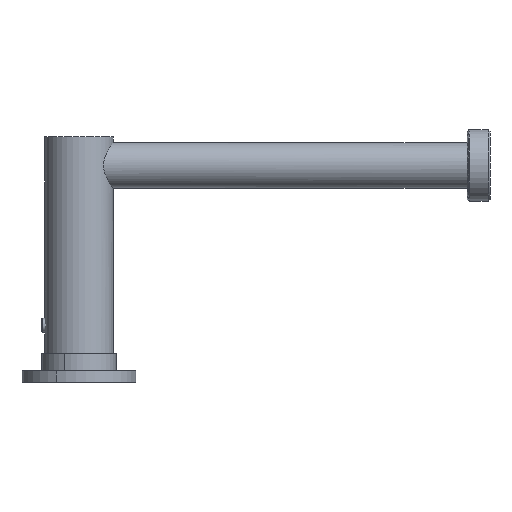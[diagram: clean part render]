
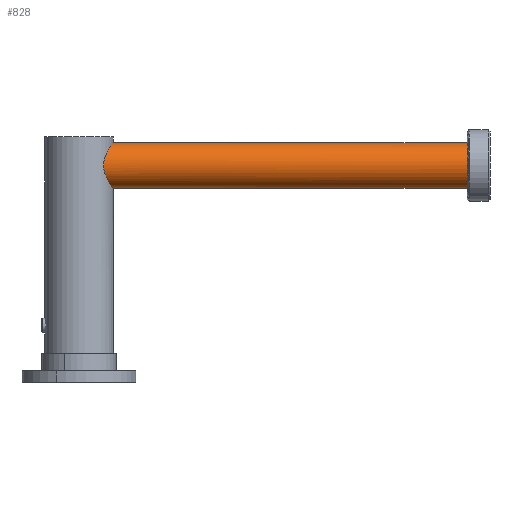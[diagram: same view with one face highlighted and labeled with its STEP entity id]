
A CAD part, front view. The second image highlights one B-rep face of the part: STEP entity #828.
In plain terms, the highlighted cylindrical face has radius 8 mm (diameter 16 mm), a partial arc.
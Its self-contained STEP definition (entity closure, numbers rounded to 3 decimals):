
#93 = CARTESIAN_POINT ( 'NONE',  ( 8.862, -8.092, 63.858 ) ) ;
#139 = CARTESIAN_POINT ( 'NONE',  ( 11.397, -3.764, 73.253 ) ) ;
#220 = DIRECTION ( 'NONE',  ( -1., 0., 0. ) ) ;
#366 = CARTESIAN_POINT ( 'NONE',  ( 11.742, -2.534, 73.723 ) ) ;
#434 = CARTESIAN_POINT ( 'NONE',  ( 11.547, -3.277, 58.539 ) ) ;
#457 = CARTESIAN_POINT ( 'NONE',  ( 11.144, -4.458, 72.887 ) ) ;
#542 = LINE ( 'NONE', #812, #1275 ) ;
#647 = DIRECTION ( 'NONE',  ( 0., 0., -1. ) ) ;
#724 = CARTESIAN_POINT ( 'NONE',  ( 9.942, -6.722, 70.882 ) ) ;
#746 = CARTESIAN_POINT ( 'NONE',  ( 9.084, -7.842, 63.106 ) ) ;
#765 = CARTESIAN_POINT ( 'NONE',  ( 9.943, -6.721, 61.117 ) ) ;
#768 = VERTEX_POINT ( 'NONE', #3266 ) ;
#780 = VECTOR ( 'NONE', #220, 1000. ) ;
#812 = CARTESIAN_POINT ( 'NONE',  ( 136., -0.38, 58. ) ) ;
#828 = ADVANCED_FACE ( 'NONE', ( #1691 ), #3034, .T. ) ;
#845 = LINE ( 'NONE', #3338, #780 ) ;
#950 = CARTESIAN_POINT ( 'NONE',  ( 136., -0.38, 66. ) ) ;
#1007 = CARTESIAN_POINT ( 'NONE',  ( 11.614, -3.029, 58.447 ) ) ;
#1032 = ORIENTED_EDGE ( 'NONE', *, *, #1976, .T. ) ;
#1072 = CARTESIAN_POINT ( 'NONE',  ( 11.789, -2.257, 58.219 ) ) ;
#1096 = CARTESIAN_POINT ( 'NONE',  ( 9.003, -7.934, 63.355 ) ) ;
#1179 = EDGE_CURVE ( 'NONE', #768, #3613, #845, .T. ) ;
#1275 = VECTOR ( 'NONE', #1806, 1000. ) ;
#1318 = B_SPLINE_CURVE_WITH_KNOTS ( 'NONE', 3,
 ( #3209, #1385, #3253, #1072, #2666, #1007, #434, #3582, #3967, #2009, #2621, #2598, #3315, #3626, #3875, #765, #3947, #1633, #1677, #746, #1096, #93, #2958, #3292, #2300, #1700, #1657, #2276, #2936, #2914, #3647, #2686, #2053, #3003, #724, #1988, #2371, #1361, #2351, #2032, #457, #1721, #139, #2643, #366, #3899, #3559, #2327, #3273, #1340 ),
 .UNSPECIFIED., .F., .F.,
 ( 4, 2, 2, 2, 2, 2, 2, 2, 2, 2, 2, 2, 2, 2, 2, 2, 2, 2, 2, 2, 2, 2, 2, 2, 4 ),
 ( 0.025, 0.027, 0.028, 0.029, 0.029, 0.03, 0.032, 0.033, 0.033, 0.035, 0.036, 0.037, 0.038, 0.039, 0.04, 0.042, 0.043, 0.044, 0.045, 0.046, 0.047, 0.048, 0.05, 0.05, 0.051 ),
 .UNSPECIFIED. ) ;
#1340 = CARTESIAN_POINT ( 'NONE',  ( 11.994, -0.38, 74. ) ) ;
#1361 = CARTESIAN_POINT ( 'NONE',  ( 10.57, -5.696, 71.999 ) ) ;
#1385 = CARTESIAN_POINT ( 'NONE',  ( 11.977, -0.929, 58. ) ) ;
#1406 = CARTESIAN_POINT ( 'NONE',  ( 11.994, -0.38, 74. ) ) ;
#1473 = AXIS2_PLACEMENT_3D ( 'NONE', #950, #3200, #647 ) ;
#1633 = CARTESIAN_POINT ( 'NONE',  ( 9.535, -7.294, 61.945 ) ) ;
#1657 = CARTESIAN_POINT ( 'NONE',  ( 8.603, -8.366, 66.539 ) ) ;
#1677 = CARTESIAN_POINT ( 'NONE',  ( 9.341, -7.537, 62.389 ) ) ;
#1691 = FACE_OUTER_BOUND ( 'NONE', #2624, .T. ) ;
#1700 = CARTESIAN_POINT ( 'NONE',  ( 8.59, -8.38, 66.268 ) ) ;
#1713 = CARTESIAN_POINT ( 'NONE',  ( 11.994, -0.38, 58. ) ) ;
#1721 = CARTESIAN_POINT ( 'NONE',  ( 11.316, -4.002, 73.138 ) ) ;
#1753 = CARTESIAN_POINT ( 'NONE',  ( 136., -0.38, 66. ) ) ;
#1806 = DIRECTION ( 'NONE',  ( -1., 0., 0. ) ) ;
#1851 = ORIENTED_EDGE ( 'NONE', *, *, #3568, .F. ) ;
#1976 = EDGE_CURVE ( 'NONE', #2263, #768, #3551, .T. ) ;
#1988 = CARTESIAN_POINT ( 'NONE',  ( 10.151, -6.402, 71.272 ) ) ;
#2009 = CARTESIAN_POINT ( 'NONE',  ( 11.147, -4.449, 59.107 ) ) ;
#2032 = CARTESIAN_POINT ( 'NONE',  ( 11.053, -4.677, 72.753 ) ) ;
#2053 = CARTESIAN_POINT ( 'NONE',  ( 9.534, -7.295, 70.053 ) ) ;
#2263 = VERTEX_POINT ( 'NONE', #3547 ) ;
#2276 = CARTESIAN_POINT ( 'NONE',  ( 8.656, -8.311, 67.079 ) ) ;
#2300 = CARTESIAN_POINT ( 'NONE',  ( 8.59, -8.379, 65.454 ) ) ;
#2327 = CARTESIAN_POINT ( 'NONE',  ( 11.967, -0.926, 73.986 ) ) ;
#2351 = CARTESIAN_POINT ( 'NONE',  ( 10.772, -5.309, 72.322 ) ) ;
#2371 = CARTESIAN_POINT ( 'NONE',  ( 10.257, -6.231, 71.461 ) ) ;
#2461 = VERTEX_POINT ( 'NONE', #1713 ) ;
#2598 = CARTESIAN_POINT ( 'NONE',  ( 10.773, -5.307, 59.677 ) ) ;
#2621 = CARTESIAN_POINT ( 'NONE',  ( 11.056, -4.671, 59.244 ) ) ;
#2624 = EDGE_LOOP ( 'NONE', ( #1032, #3107, #1851, #4030 ) ) ;
#2643 = CARTESIAN_POINT ( 'NONE',  ( 11.62, -3.04, 73.563 ) ) ;
#2666 = CARTESIAN_POINT ( 'NONE',  ( 11.736, -2.519, 58.287 ) ) ;
#2674 = EDGE_CURVE ( 'NONE', #2263, #2461, #542, .T. ) ;
#2686 = CARTESIAN_POINT ( 'NONE',  ( 9.34, -7.539, 69.608 ) ) ;
#2717 = DIRECTION ( 'NONE',  ( 0., 0., -1. ) ) ;
#2914 = CARTESIAN_POINT ( 'NONE',  ( 8.849, -8.106, 68.142 ) ) ;
#2936 = CARTESIAN_POINT ( 'NONE',  ( 8.696, -8.269, 67.35 ) ) ;
#2958 = CARTESIAN_POINT ( 'NONE',  ( 8.8, -8.159, 64.115 ) ) ;
#3003 = CARTESIAN_POINT ( 'NONE',  ( 9.839, -6.873, 70.68 ) ) ;
#3034 = CYLINDRICAL_SURFACE ( 'NONE', #3498, 8. ) ;
#3107 = ORIENTED_EDGE ( 'NONE', *, *, #1179, .T. ) ;
#3200 = DIRECTION ( 'NONE',  ( -1., 0., 0. ) ) ;
#3209 = CARTESIAN_POINT ( 'NONE',  ( 11.994, -0.38, 58. ) ) ;
#3253 = CARTESIAN_POINT ( 'NONE',  ( 11.922, -1.466, 58.056 ) ) ;
#3266 = CARTESIAN_POINT ( 'NONE',  ( 136., -0.38, 74. ) ) ;
#3273 = CARTESIAN_POINT ( 'NONE',  ( 11.985, -0.654, 74. ) ) ;
#3292 = CARTESIAN_POINT ( 'NONE',  ( 8.647, -8.322, 64.901 ) ) ;
#3315 = CARTESIAN_POINT ( 'NONE',  ( 10.57, -5.695, 60. ) ) ;
#3338 = CARTESIAN_POINT ( 'NONE',  ( 136., -0.38, 74. ) ) ;
#3498 = AXIS2_PLACEMENT_3D ( 'NONE', #1753, #3996, #2717 ) ;
#3547 = CARTESIAN_POINT ( 'NONE',  ( 136., -0.38, 58. ) ) ;
#3551 = CIRCLE ( 'NONE', #1473, 8. ) ;
#3559 = CARTESIAN_POINT ( 'NONE',  ( 11.913, -1.468, 73.93 ) ) ;
#3568 = EDGE_CURVE ( 'NONE', #2461, #3613, #1318, .T. ) ;
#3582 = CARTESIAN_POINT ( 'NONE',  ( 11.399, -3.759, 58.744 ) ) ;
#3613 = VERTEX_POINT ( 'NONE', #1406 ) ;
#3626 = CARTESIAN_POINT ( 'NONE',  ( 10.258, -6.23, 60.537 ) ) ;
#3647 = CARTESIAN_POINT ( 'NONE',  ( 8.995, -7.948, 68.644 ) ) ;
#3875 = CARTESIAN_POINT ( 'NONE',  ( 10.153, -6.4, 60.726 ) ) ;
#3899 = CARTESIAN_POINT ( 'NONE',  ( 11.876, -1.739, 73.888 ) ) ;
#3947 = CARTESIAN_POINT ( 'NONE',  ( 9.839, -6.872, 61.318 ) ) ;
#3967 = CARTESIAN_POINT ( 'NONE',  ( 11.319, -3.993, 58.858 ) ) ;
#3996 = DIRECTION ( 'NONE',  ( -1., 0., 0. ) ) ;
#4030 = ORIENTED_EDGE ( 'NONE', *, *, #2674, .F. ) ;
